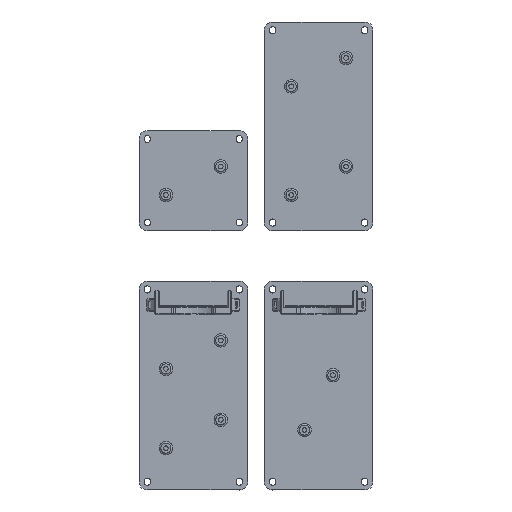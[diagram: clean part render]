
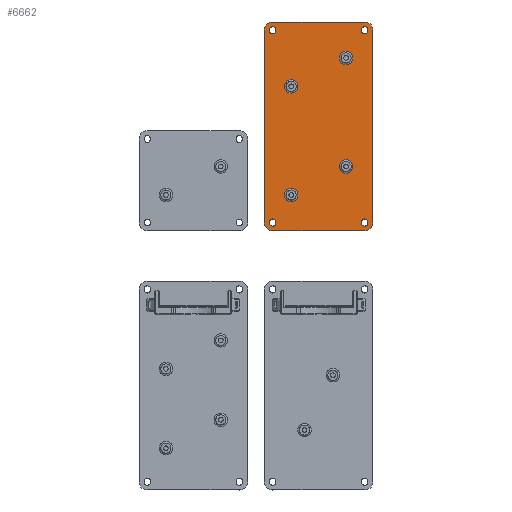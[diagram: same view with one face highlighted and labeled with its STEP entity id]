
A CAD part, top view. The second image highlights one B-rep face of the part: STEP entity #6662.
In plain terms, the highlighted planar face has unit normal (0, 0, 1).
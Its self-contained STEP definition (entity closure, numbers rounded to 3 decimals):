
#265=FACE_BOUND('',#2311,.T.);
#266=FACE_BOUND('',#2312,.T.);
#267=FACE_BOUND('',#2313,.T.);
#268=FACE_BOUND('',#2314,.T.);
#269=FACE_BOUND('',#2315,.T.);
#270=FACE_BOUND('',#2316,.T.);
#271=FACE_BOUND('',#2317,.T.);
#272=FACE_BOUND('',#2318,.T.);
#391=LINE('',#9991,#1035);
#392=LINE('',#9995,#1036);
#393=LINE('',#9999,#1037);
#394=LINE('',#10002,#1038);
#395=LINE('',#10011,#1039);
#396=LINE('',#10014,#1040);
#397=LINE('',#10019,#1041);
#398=LINE('',#10022,#1042);
#399=LINE('',#10027,#1043);
#400=LINE('',#10030,#1044);
#401=LINE('',#10035,#1045);
#402=LINE('',#10038,#1046);
#1035=VECTOR('',#7987,10.);
#1036=VECTOR('',#7990,10.);
#1037=VECTOR('',#7993,10.);
#1038=VECTOR('',#7996,10.);
#1039=VECTOR('',#8003,10.);
#1040=VECTOR('',#8006,10.);
#1041=VECTOR('',#8009,10.);
#1042=VECTOR('',#8012,10.);
#1043=VECTOR('',#8015,10.);
#1044=VECTOR('',#8018,10.);
#1045=VECTOR('',#8021,10.);
#1046=VECTOR('',#8024,10.);
#1645=PLANE('',#7160);
#1894=FACE_OUTER_BOUND('',#2310,.T.);
#2310=EDGE_LOOP('',(#4830,#4831,#4832,#4833,#4834,#4835,#4836,#4837));
#2311=EDGE_LOOP('',(#4838));
#2312=EDGE_LOOP('',(#4839));
#2313=EDGE_LOOP('',(#4840,#4841,#4842,#4843));
#2314=EDGE_LOOP('',(#4844,#4845,#4846,#4847));
#2315=EDGE_LOOP('',(#4848,#4849,#4850,#4851));
#2316=EDGE_LOOP('',(#4852,#4853,#4854,#4855));
#2317=EDGE_LOOP('',(#4856));
#2318=EDGE_LOOP('',(#4857));
#2791=CIRCLE('',#7158,4.);
#2793=CIRCLE('',#7161,5.);
#2794=CIRCLE('',#7162,5.);
#2795=CIRCLE('',#7163,5.);
#2796=CIRCLE('',#7164,5.);
#2797=CIRCLE('',#7165,4.);
#2798=CIRCLE('',#7166,4.);
#2799=CIRCLE('',#7167,1.9);
#2800=CIRCLE('',#7168,1.9);
#2801=CIRCLE('',#7169,1.9);
#2802=CIRCLE('',#7170,1.9);
#2803=CIRCLE('',#7171,1.9);
#2804=CIRCLE('',#7172,1.9);
#2805=CIRCLE('',#7173,1.9);
#2806=CIRCLE('',#7174,1.9);
#2807=CIRCLE('',#7175,4.);
#3105=VERTEX_POINT('',#9982);
#3106=VERTEX_POINT('',#9987);
#3107=VERTEX_POINT('',#9988);
#3108=VERTEX_POINT('',#9990);
#3109=VERTEX_POINT('',#9992);
#3110=VERTEX_POINT('',#9994);
#3111=VERTEX_POINT('',#9996);
#3112=VERTEX_POINT('',#9998);
#3113=VERTEX_POINT('',#10000);
#3114=VERTEX_POINT('',#10003);
#3115=VERTEX_POINT('',#10005);
#3116=VERTEX_POINT('',#10007);
#3117=VERTEX_POINT('',#10008);
#3118=VERTEX_POINT('',#10010);
#3119=VERTEX_POINT('',#10012);
#3120=VERTEX_POINT('',#10015);
#3121=VERTEX_POINT('',#10016);
#3122=VERTEX_POINT('',#10018);
#3123=VERTEX_POINT('',#10020);
#3124=VERTEX_POINT('',#10023);
#3125=VERTEX_POINT('',#10024);
#3126=VERTEX_POINT('',#10026);
#3127=VERTEX_POINT('',#10028);
#3128=VERTEX_POINT('',#10031);
#3129=VERTEX_POINT('',#10032);
#3130=VERTEX_POINT('',#10034);
#3131=VERTEX_POINT('',#10036);
#3132=VERTEX_POINT('',#10039);
#3753=EDGE_CURVE('',#3105,#3105,#2791,.T.);
#3755=EDGE_CURVE('',#3106,#3107,#2793,.T.);
#3756=EDGE_CURVE('',#3107,#3108,#391,.T.);
#3757=EDGE_CURVE('',#3108,#3109,#2794,.T.);
#3758=EDGE_CURVE('',#3109,#3110,#392,.T.);
#3759=EDGE_CURVE('',#3110,#3111,#2795,.T.);
#3760=EDGE_CURVE('',#3111,#3112,#393,.T.);
#3761=EDGE_CURVE('',#3112,#3113,#2796,.T.);
#3762=EDGE_CURVE('',#3113,#3106,#394,.T.);
#3763=EDGE_CURVE('',#3114,#3114,#2797,.T.);
#3764=EDGE_CURVE('',#3115,#3115,#2798,.T.);
#3765=EDGE_CURVE('',#3116,#3117,#2799,.T.);
#3766=EDGE_CURVE('',#3117,#3118,#395,.T.);
#3767=EDGE_CURVE('',#3118,#3119,#2800,.T.);
#3768=EDGE_CURVE('',#3119,#3116,#396,.T.);
#3769=EDGE_CURVE('',#3120,#3121,#2801,.T.);
#3770=EDGE_CURVE('',#3121,#3122,#397,.T.);
#3771=EDGE_CURVE('',#3122,#3123,#2802,.T.);
#3772=EDGE_CURVE('',#3123,#3120,#398,.T.);
#3773=EDGE_CURVE('',#3124,#3125,#2803,.T.);
#3774=EDGE_CURVE('',#3125,#3126,#399,.T.);
#3775=EDGE_CURVE('',#3126,#3127,#2804,.T.);
#3776=EDGE_CURVE('',#3127,#3124,#400,.T.);
#3777=EDGE_CURVE('',#3128,#3129,#2805,.T.);
#3778=EDGE_CURVE('',#3129,#3130,#401,.T.);
#3779=EDGE_CURVE('',#3130,#3131,#2806,.T.);
#3780=EDGE_CURVE('',#3131,#3128,#402,.T.);
#3781=EDGE_CURVE('',#3132,#3132,#2807,.T.);
#4830=ORIENTED_EDGE('',*,*,#3755,.T.);
#4831=ORIENTED_EDGE('',*,*,#3756,.T.);
#4832=ORIENTED_EDGE('',*,*,#3757,.T.);
#4833=ORIENTED_EDGE('',*,*,#3758,.T.);
#4834=ORIENTED_EDGE('',*,*,#3759,.T.);
#4835=ORIENTED_EDGE('',*,*,#3760,.T.);
#4836=ORIENTED_EDGE('',*,*,#3761,.T.);
#4837=ORIENTED_EDGE('',*,*,#3762,.T.);
#4838=ORIENTED_EDGE('',*,*,#3763,.F.);
#4839=ORIENTED_EDGE('',*,*,#3764,.F.);
#4840=ORIENTED_EDGE('',*,*,#3765,.T.);
#4841=ORIENTED_EDGE('',*,*,#3766,.T.);
#4842=ORIENTED_EDGE('',*,*,#3767,.T.);
#4843=ORIENTED_EDGE('',*,*,#3768,.T.);
#4844=ORIENTED_EDGE('',*,*,#3769,.T.);
#4845=ORIENTED_EDGE('',*,*,#3770,.T.);
#4846=ORIENTED_EDGE('',*,*,#3771,.T.);
#4847=ORIENTED_EDGE('',*,*,#3772,.T.);
#4848=ORIENTED_EDGE('',*,*,#3773,.T.);
#4849=ORIENTED_EDGE('',*,*,#3774,.T.);
#4850=ORIENTED_EDGE('',*,*,#3775,.T.);
#4851=ORIENTED_EDGE('',*,*,#3776,.T.);
#4852=ORIENTED_EDGE('',*,*,#3777,.T.);
#4853=ORIENTED_EDGE('',*,*,#3778,.T.);
#4854=ORIENTED_EDGE('',*,*,#3779,.T.);
#4855=ORIENTED_EDGE('',*,*,#3780,.T.);
#4856=ORIENTED_EDGE('',*,*,#3781,.F.);
#4857=ORIENTED_EDGE('',*,*,#3753,.F.);
#6662=ADVANCED_FACE('',(#1894,#265,#266,#267,#268,#269,#270,#271,#272),
#1645,.T.);
#7158=AXIS2_PLACEMENT_3D('',#9984,#7979,#7980);
#7160=AXIS2_PLACEMENT_3D('',#9986,#7983,#7984);
#7161=AXIS2_PLACEMENT_3D('',#9989,#7985,#7986);
#7162=AXIS2_PLACEMENT_3D('',#9993,#7988,#7989);
#7163=AXIS2_PLACEMENT_3D('',#9997,#7991,#7992);
#7164=AXIS2_PLACEMENT_3D('',#10001,#7994,#7995);
#7165=AXIS2_PLACEMENT_3D('',#10004,#7997,#7998);
#7166=AXIS2_PLACEMENT_3D('',#10006,#7999,#8000);
#7167=AXIS2_PLACEMENT_3D('',#10009,#8001,#8002);
#7168=AXIS2_PLACEMENT_3D('',#10013,#8004,#8005);
#7169=AXIS2_PLACEMENT_3D('',#10017,#8007,#8008);
#7170=AXIS2_PLACEMENT_3D('',#10021,#8010,#8011);
#7171=AXIS2_PLACEMENT_3D('',#10025,#8013,#8014);
#7172=AXIS2_PLACEMENT_3D('',#10029,#8016,#8017);
#7173=AXIS2_PLACEMENT_3D('',#10033,#8019,#8020);
#7174=AXIS2_PLACEMENT_3D('',#10037,#8022,#8023);
#7175=AXIS2_PLACEMENT_3D('',#10040,#8025,#8026);
#7979=DIRECTION('center_axis',(0.,0.,1.));
#7980=DIRECTION('ref_axis',(1.,0.,0.));
#7983=DIRECTION('center_axis',(0.,0.,1.));
#7984=DIRECTION('ref_axis',(1.,0.,0.));
#7985=DIRECTION('center_axis',(0.,0.,1.));
#7986=DIRECTION('ref_axis',(-1.,0.,0.));
#7987=DIRECTION('',(1.,0.,0.));
#7988=DIRECTION('center_axis',(0.,0.,1.));
#7989=DIRECTION('ref_axis',(0.,-1.,0.));
#7990=DIRECTION('',(0.,1.,0.));
#7991=DIRECTION('center_axis',(0.,0.,1.));
#7992=DIRECTION('ref_axis',(1.,0.,0.));
#7993=DIRECTION('',(-1.,0.,0.));
#7994=DIRECTION('center_axis',(0.,0.,1.));
#7995=DIRECTION('ref_axis',(0.,1.,0.));
#7996=DIRECTION('',(0.,-1.,0.));
#7997=DIRECTION('center_axis',(0.,0.,1.));
#7998=DIRECTION('ref_axis',(1.,0.,0.));
#7999=DIRECTION('center_axis',(0.,0.,1.));
#8000=DIRECTION('ref_axis',(1.,0.,0.));
#8001=DIRECTION('center_axis',(0.,0.,-1.));
#8002=DIRECTION('ref_axis',(1.,0.,0.));
#8003=DIRECTION('',(0.,-1.,0.));
#8004=DIRECTION('center_axis',(0.,0.,-1.));
#8005=DIRECTION('ref_axis',(-1.,0.,0.));
#8006=DIRECTION('',(0.,1.,0.));
#8007=DIRECTION('center_axis',(0.,0.,-1.));
#8008=DIRECTION('ref_axis',(-1.,0.,0.));
#8009=DIRECTION('',(0.,1.,0.));
#8010=DIRECTION('center_axis',(0.,0.,-1.));
#8011=DIRECTION('ref_axis',(1.,0.,0.));
#8012=DIRECTION('',(0.,-1.,0.));
#8013=DIRECTION('center_axis',(0.,0.,-1.));
#8014=DIRECTION('ref_axis',(1.,0.,0.));
#8015=DIRECTION('',(0.,-1.,0.));
#8016=DIRECTION('center_axis',(0.,0.,-1.));
#8017=DIRECTION('ref_axis',(-1.,0.,0.));
#8018=DIRECTION('',(0.,1.,0.));
#8019=DIRECTION('center_axis',(0.,0.,-1.));
#8020=DIRECTION('ref_axis',(-1.,0.,0.));
#8021=DIRECTION('',(0.,1.,0.));
#8022=DIRECTION('center_axis',(0.,0.,-1.));
#8023=DIRECTION('ref_axis',(1.,0.,0.));
#8024=DIRECTION('',(0.,-1.,0.));
#8025=DIRECTION('center_axis',(0.,0.,1.));
#8026=DIRECTION('ref_axis',(1.,0.,0.));
#9982=CARTESIAN_POINT('',(57.9,53.5,3.));
#9984=CARTESIAN_POINT('Origin',(53.9,53.5,3.));
#9986=CARTESIAN_POINT('Origin',(37.5,77.5,3.));
#9987=CARTESIAN_POINT('',(5.,20.,3.));
#9988=CARTESIAN_POINT('',(10.,15.,3.));
#9989=CARTESIAN_POINT('Origin',(10.,20.,3.));
#9990=CARTESIAN_POINT('',(65.,15.,3.));
#9991=CARTESIAN_POINT('',(65.,15.,3.));
#9992=CARTESIAN_POINT('',(70.,20.,3.));
#9993=CARTESIAN_POINT('Origin',(65.,20.,3.));
#9994=CARTESIAN_POINT('',(70.,135.,3.));
#9995=CARTESIAN_POINT('',(70.,135.,3.));
#9996=CARTESIAN_POINT('',(65.,140.,3.));
#9997=CARTESIAN_POINT('Origin',(65.,135.,3.));
#9998=CARTESIAN_POINT('',(10.,140.,3.));
#9999=CARTESIAN_POINT('',(10.,140.,3.));
#10000=CARTESIAN_POINT('',(5.,135.,3.));
#10001=CARTESIAN_POINT('Origin',(10.,135.,3.));
#10002=CARTESIAN_POINT('',(5.,20.,3.));
#10003=CARTESIAN_POINT('',(57.9,118.5,3.));
#10004=CARTESIAN_POINT('Origin',(53.9,118.5,3.));
#10005=CARTESIAN_POINT('',(25.1,36.5,3.));
#10006=CARTESIAN_POINT('Origin',(21.1,36.5,3.));
#10007=CARTESIAN_POINT('',(8.1,135.25,3.));
#10008=CARTESIAN_POINT('',(11.9,135.25,3.));
#10009=CARTESIAN_POINT('Origin',(10.,135.25,3.));
#10010=CARTESIAN_POINT('',(11.9,134.75,3.));
#10011=CARTESIAN_POINT('',(11.9,134.75,3.));
#10012=CARTESIAN_POINT('',(8.1,134.75,3.));
#10013=CARTESIAN_POINT('Origin',(10.,134.75,3.));
#10014=CARTESIAN_POINT('',(8.1,135.25,3.));
#10015=CARTESIAN_POINT('',(66.9,134.75,3.));
#10016=CARTESIAN_POINT('',(63.1,134.75,3.));
#10017=CARTESIAN_POINT('Origin',(65.,134.75,3.));
#10018=CARTESIAN_POINT('',(63.1,135.25,3.));
#10019=CARTESIAN_POINT('',(63.1,134.75,3.));
#10020=CARTESIAN_POINT('',(66.9,135.25,3.));
#10021=CARTESIAN_POINT('Origin',(65.,135.25,3.));
#10022=CARTESIAN_POINT('',(66.9,135.25,3.));
#10023=CARTESIAN_POINT('',(63.1,20.25,3.));
#10024=CARTESIAN_POINT('',(66.9,20.25,3.));
#10025=CARTESIAN_POINT('Origin',(65.,20.25,3.));
#10026=CARTESIAN_POINT('',(66.9,19.75,3.));
#10027=CARTESIAN_POINT('',(66.9,19.75,3.));
#10028=CARTESIAN_POINT('',(63.1,19.75,3.));
#10029=CARTESIAN_POINT('Origin',(65.,19.75,3.));
#10030=CARTESIAN_POINT('',(63.1,20.25,3.));
#10031=CARTESIAN_POINT('',(11.9,19.75,3.));
#10032=CARTESIAN_POINT('',(8.1,19.75,3.));
#10033=CARTESIAN_POINT('Origin',(10.,19.75,3.));
#10034=CARTESIAN_POINT('',(8.1,20.25,3.));
#10035=CARTESIAN_POINT('',(8.1,19.75,3.));
#10036=CARTESIAN_POINT('',(11.9,20.25,3.));
#10037=CARTESIAN_POINT('Origin',(10.,20.25,3.));
#10038=CARTESIAN_POINT('',(11.9,20.25,3.));
#10039=CARTESIAN_POINT('',(25.1,101.5,3.));
#10040=CARTESIAN_POINT('Origin',(21.1,101.5,3.));
